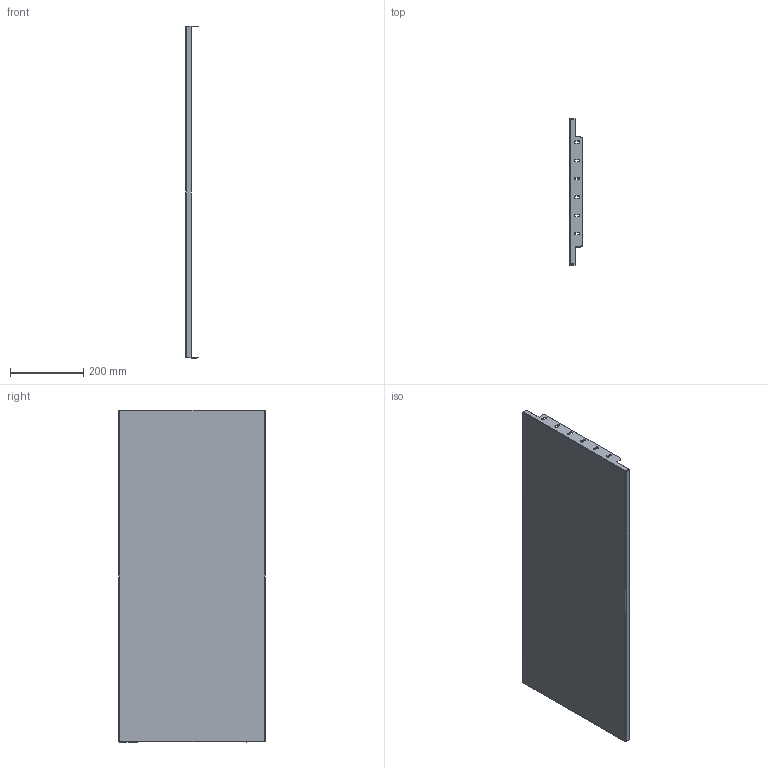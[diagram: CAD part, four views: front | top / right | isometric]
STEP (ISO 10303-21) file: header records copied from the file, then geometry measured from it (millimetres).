
FILE_DESCRIPTION (( 'STEP AP214' ), '1' );
FILE_NAME ('YKM40D-FO-VSS-040-100 FORMAT Ïàíåëü áîêîâàÿ ðàçäåëèòåëüíàÿ 400õ1000ìì (2øò_êîìïë) IEK.STEP', '2022-05-31T07:20:21', ( '' ), ( '' ), 'SwSTEP 2.0', 'SolidWorks 2017', '' );
FILE_SCHEMA (( 'AUTOMOTIVE_DESIGN' ));
Length unit declared in the file: millimetre
Products named in the file (1): YKM40D-FO-VSS-040-100 FORMAT Ïàíåëü áîêîâàÿ ðàçäåëèòåëüíàÿ 400õ1000ìì (2øò_êîìïë) IEK
Bounding box: 35 x 399 x 907 mm (x, y, z)
Volume: 608626.9 mm3; surface area: 816368.2 mm2
Topology: 1 solids, 1 shells, 110 faces, 292 edges, 184 vertices
Faces by surface type: plane 54, cylinder 48, bspline 8
Entity records: 3646 total; most frequent: CARTESIAN_POINT 851, ORIENTED_EDGE 584, DIRECTION 562, EDGE_CURVE 292, VECTOR 196, LINE 196, VERTEX_POINT 184, AXIS2_PLACEMENT_3D 183
